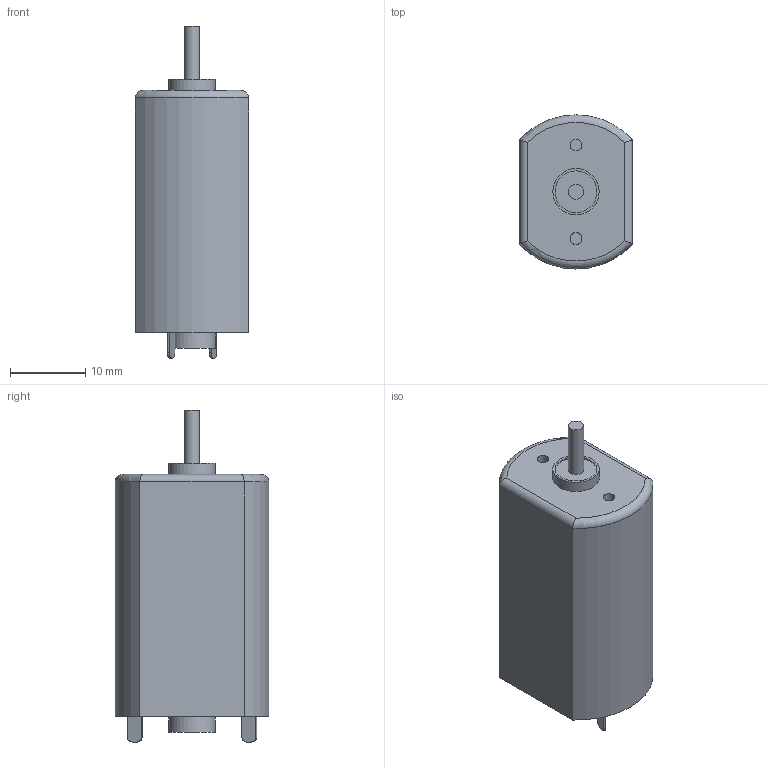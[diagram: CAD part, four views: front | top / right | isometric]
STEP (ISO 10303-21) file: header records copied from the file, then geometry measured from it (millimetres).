
FILE_DESCRIPTION( ( 'Unknown' ), '1' );
FILE_NAME( 'FF-180SH.stp', 'Unknown', ( 'Unknown' ), ( 'Unknown' ), 'PSStep 17.0.49', 'Unknown', ' ' );
FILE_SCHEMA( ( 'AUTOMOTIVE_DESIGN { 1 0 10303 214 1 1 1 1 }' ) );
Length unit declared in the file: millimetre
Products named in the file (1): 1
Bounding box: 15 x 20.4 x 44.05 mm (x, y, z)
Volume: 8741.2 mm3; surface area: 2749.9 mm2
Topology: 1 solids, 1 shells, 45 faces, 94 edges, 62 vertices
Faces by surface type: plane 25, cylinder 18, torus 2
Full cylindrical faces by diameter (mm): 1.567 x2, 2 x1, 3 x2, 5.55 x1, 6.15 x2
Entity records: 1544 total; most frequent: CARTESIAN_POINT 218, DIRECTION 206, ORIENTED_EDGE 168, EDGE_CURVE 84, AXIS2_PLACEMENT_3D 80, EDGE_LOOP 64, VERTEX_POINT 60, FACE_OUTER_BOUND 53
